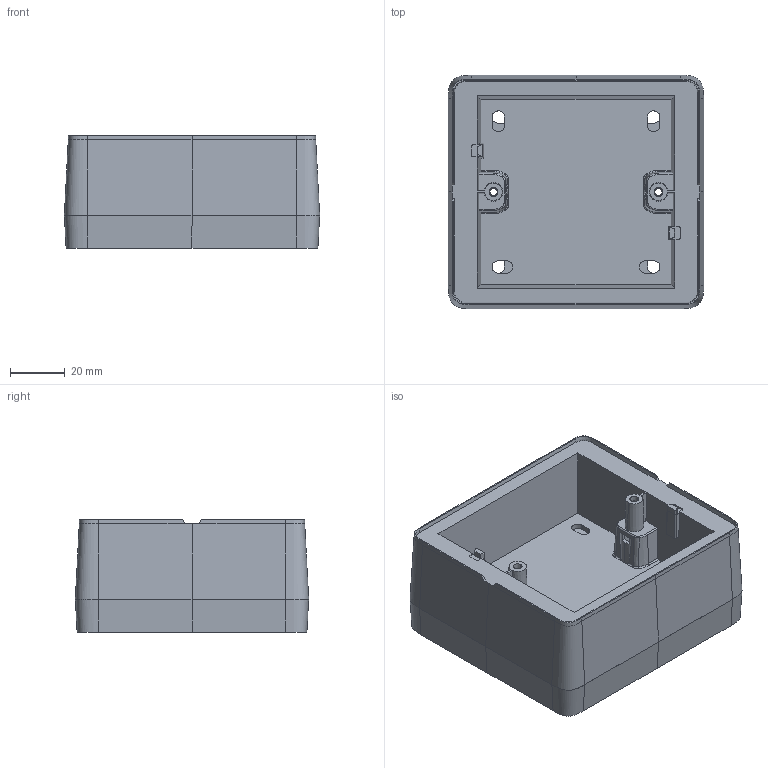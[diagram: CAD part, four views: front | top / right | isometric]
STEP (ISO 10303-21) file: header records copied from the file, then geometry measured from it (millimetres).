
FILE_DESCRIPTION(('CATIA V5 STEP Exchange','CAx-IF Rec.Pracs.--- Model Styling and Organization---1.5--- 2016-08-15','CAx-IF Rec.Pracs.---Supplemental Geometry---1.0---2011-11-01','CAx-IF Rec.Pracs.--- Composite Materials ---1.1---2010-07-15'),'2;1');
FILE_NAME('CB0231 _AllCATPart.stp','2023-08-23T07:32:25+00:00',('none'),('none'),'CATIA Version 5-6 Release 2020 SP3','CATIA V5 STEP AP214 v2','none');
FILE_SCHEMA(('AUTOMOTIVE_DESIGN { 1 0 10303 214 1 1 1 1 }'));
Length unit declared in the file: millimetre
Products named in the file (1): CB0231 _AllCATPart
Bounding box: 92.88 x 84.88 x 41 mm (x, y, z)
Volume: 69329.3 mm3; surface area: 73341 mm2
Topology: 2 solids, 2 shells, 287 faces, 803 edges, 522 vertices
Faces by surface type: plane 130, bspline 60, cylinder 46, cone 43, torus 8
Entity records: 12805 total; most frequent: CARTESIAN_POINT 6222, ORIENTED_EDGE 1606, DIRECTION 915, EDGE_CURVE 803, VERTEX_POINT 522, VECTOR 376, LINE 376, AXIS2_PLACEMENT_3D 342
